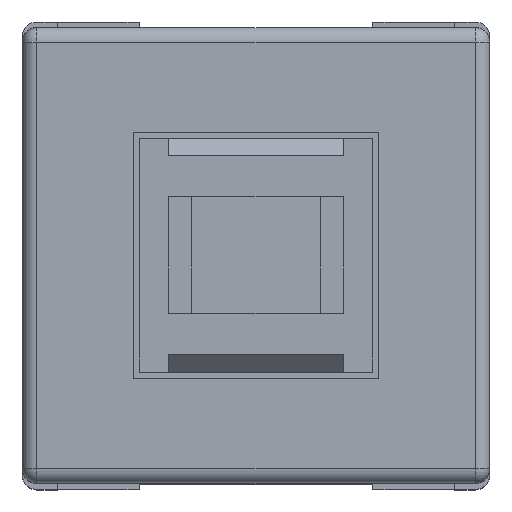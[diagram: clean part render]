
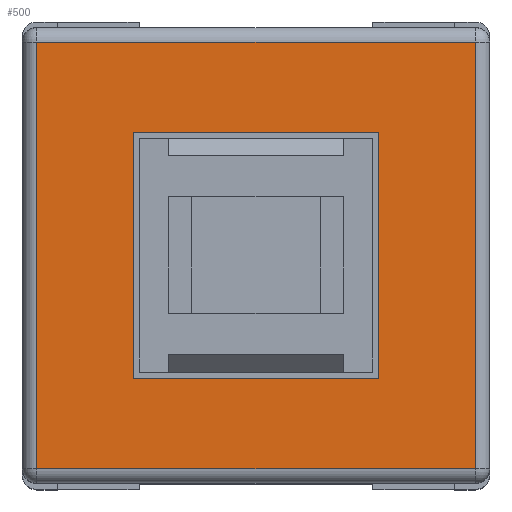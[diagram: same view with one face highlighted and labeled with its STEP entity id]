
A CAD part, top view. The second image highlights one B-rep face of the part: STEP entity #500.
In plain terms, the highlighted planar face has unit normal (0, 0, 1).
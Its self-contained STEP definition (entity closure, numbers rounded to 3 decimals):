
#43 = VECTOR ( 'NONE', #4161, 1000. ) ;
#66 = CARTESIAN_POINT ( 'NONE',  ( -3.75, -3.9, 8. ) ) ;
#79 = LINE ( 'NONE', #1452, #1163 ) ;
#86 = CARTESIAN_POINT ( 'NONE',  ( -2.1, 2.1, 8. ) ) ;
#90 = CARTESIAN_POINT ( 'NONE',  ( 2.1, -2.1, 8. ) ) ;
#106 = CARTESIAN_POINT ( 'NONE',  ( 3.75, 3.9, 8. ) ) ;
#217 = CARTESIAN_POINT ( 'NONE',  ( -2.1, -2.1, 8. ) ) ;
#258 = VECTOR ( 'NONE', #1762, 1000. ) ;
#281 = LINE ( 'NONE', #4264, #1316 ) ;
#307 = EDGE_CURVE ( 'NONE', #3595, #3871, #281, .T. ) ;
#360 = DIRECTION ( 'NONE',  ( 1., 0., 0. ) ) ;
#377 = ORIENTED_EDGE ( 'NONE', *, *, #1590, .F. ) ;
#414 = LINE ( 'NONE', #66, #258 ) ;
#471 = ORIENTED_EDGE ( 'NONE', *, *, #2260, .T. ) ;
#488 = VECTOR ( 'NONE', #2079, 1000. ) ;
#500 = ADVANCED_FACE ( 'NONE', ( #4001, #3352 ), #2024, .T. ) ;
#572 = VECTOR ( 'NONE', #2403, 1000. ) ;
#658 = EDGE_CURVE ( 'NONE', #2378, #3976, #3148, .T. ) ;
#766 = ORIENTED_EDGE ( 'NONE', *, *, #3001, .T. ) ;
#1055 = ORIENTED_EDGE ( 'NONE', *, *, #4252, .F. ) ;
#1122 = VERTEX_POINT ( 'NONE', #1842 ) ;
#1129 = CARTESIAN_POINT ( 'NONE',  ( -3.75, 3.65, 8. ) ) ;
#1163 = VECTOR ( 'NONE', #3085, 1000. ) ;
#1231 = DIRECTION ( 'NONE',  ( 0., 1., 0. ) ) ;
#1316 = VECTOR ( 'NONE', #3580, 1000. ) ;
#1387 = AXIS2_PLACEMENT_3D ( 'NONE', #2727, #3044, #360 ) ;
#1433 = CARTESIAN_POINT ( 'NONE',  ( -3.75, -3.65, 8. ) ) ;
#1452 = CARTESIAN_POINT ( 'NONE',  ( -2.1, -2.1, 8. ) ) ;
#1457 = VECTOR ( 'NONE', #3898, 1000. ) ;
#1499 = LINE ( 'NONE', #2784, #488 ) ;
#1590 = EDGE_CURVE ( 'NONE', #2685, #2502, #4209, .T. ) ;
#1739 = VECTOR ( 'NONE', #1231, 1000. ) ;
#1762 = DIRECTION ( 'NONE',  ( 0., -1., 0. ) ) ;
#1808 = CARTESIAN_POINT ( 'NONE',  ( -2.1, -2.1, 8. ) ) ;
#1842 = CARTESIAN_POINT ( 'NONE',  ( 3.75, -3.65, 8. ) ) ;
#1898 = ORIENTED_EDGE ( 'NONE', *, *, #307, .T. ) ;
#2024 = PLANE ( 'NONE',  #1387 ) ;
#2079 = DIRECTION ( 'NONE',  ( 1., 0., 0. ) ) ;
#2260 = EDGE_CURVE ( 'NONE', #3979, #1122, #1499, .T. ) ;
#2318 = CARTESIAN_POINT ( 'NONE',  ( 2.1, 2.1, 8. ) ) ;
#2378 = VERTEX_POINT ( 'NONE', #2496 ) ;
#2403 = DIRECTION ( 'NONE',  ( 0., 1., 0. ) ) ;
#2496 = CARTESIAN_POINT ( 'NONE',  ( -2.1, 2.1, 8. ) ) ;
#2502 = VERTEX_POINT ( 'NONE', #2318 ) ;
#2611 = EDGE_CURVE ( 'NONE', #1122, #3595, #4122, .T. ) ;
#2615 = EDGE_LOOP ( 'NONE', ( #3724, #1898, #766, #471 ) ) ;
#2685 = VERTEX_POINT ( 'NONE', #90 ) ;
#2727 = CARTESIAN_POINT ( 'NONE',  ( 0., 0., 8. ) ) ;
#2784 = CARTESIAN_POINT ( 'NONE',  ( 0., -3.65, 8. ) ) ;
#2918 = ORIENTED_EDGE ( 'NONE', *, *, #658, .F. ) ;
#3001 = EDGE_CURVE ( 'NONE', #3871, #3979, #414, .T. ) ;
#3044 = DIRECTION ( 'NONE',  ( 0., 0., 1. ) ) ;
#3074 = LINE ( 'NONE', #86, #43 ) ;
#3085 = DIRECTION ( 'NONE',  ( 1., 0., 0. ) ) ;
#3104 = EDGE_CURVE ( 'NONE', #2502, #2378, #3074, .T. ) ;
#3148 = LINE ( 'NONE', #217, #1457 ) ;
#3352 = FACE_BOUND ( 'NONE', #4162, .T. ) ;
#3512 = CARTESIAN_POINT ( 'NONE',  ( 3.75, 3.65, 8. ) ) ;
#3578 = ORIENTED_EDGE ( 'NONE', *, *, #3104, .F. ) ;
#3580 = DIRECTION ( 'NONE',  ( -1., 0., 0. ) ) ;
#3595 = VERTEX_POINT ( 'NONE', #3512 ) ;
#3724 = ORIENTED_EDGE ( 'NONE', *, *, #2611, .T. ) ;
#3795 = CARTESIAN_POINT ( 'NONE',  ( 2.1, -2.1, 8. ) ) ;
#3871 = VERTEX_POINT ( 'NONE', #1129 ) ;
#3898 = DIRECTION ( 'NONE',  ( 0., -1., 0. ) ) ;
#3976 = VERTEX_POINT ( 'NONE', #1808 ) ;
#3979 = VERTEX_POINT ( 'NONE', #1433 ) ;
#4001 = FACE_OUTER_BOUND ( 'NONE', #2615, .T. ) ;
#4122 = LINE ( 'NONE', #106, #572 ) ;
#4161 = DIRECTION ( 'NONE',  ( -1., 0., 0. ) ) ;
#4162 = EDGE_LOOP ( 'NONE', ( #1055, #2918, #3578, #377 ) ) ;
#4209 = LINE ( 'NONE', #3795, #1739 ) ;
#4252 = EDGE_CURVE ( 'NONE', #3976, #2685, #79, .T. ) ;
#4264 = CARTESIAN_POINT ( 'NONE',  ( 0., 3.65, 8. ) ) ;
